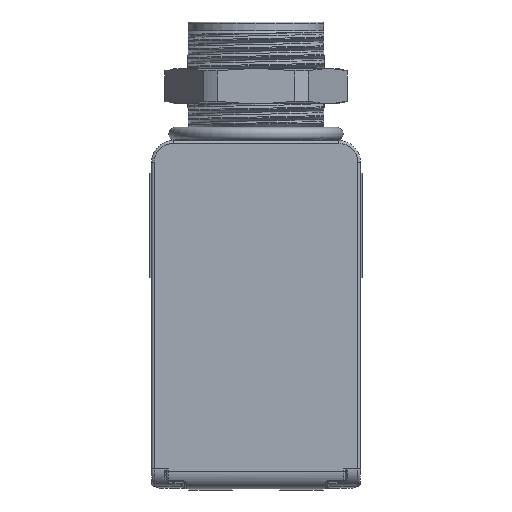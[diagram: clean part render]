
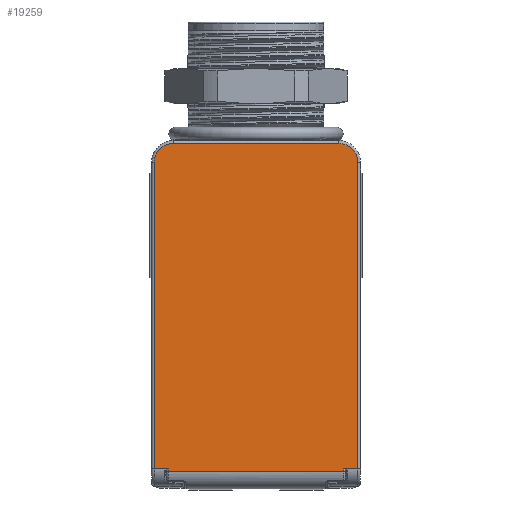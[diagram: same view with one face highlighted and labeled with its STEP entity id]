
A CAD part, front view. The second image highlights one B-rep face of the part: STEP entity #19259.
In plain terms, the highlighted planar face has unit normal (0, -1, 0).
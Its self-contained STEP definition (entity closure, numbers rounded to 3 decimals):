
#300 = EDGE_LOOP ( 'NONE', ( #55483, #37280, #13195, #61341, #47727, #22332, #80142, #7428, #10160, #90125, #3111, #33176 ) ) ;
#1211 = DIRECTION ( 'NONE',  ( 0., 0., -1. ) ) ;
#1472 = CARTESIAN_POINT ( 'NONE',  ( 10.495, -13.9, -37.775 ) ) ;
#1902 = AXIS2_PLACEMENT_3D ( 'NONE', #58407, #43304, #1211 ) ;
#3111 = ORIENTED_EDGE ( 'NONE', *, *, #36106, .T. ) ;
#3771 = CARTESIAN_POINT ( 'NONE',  ( 0., -13.9, -37.775 ) ) ;
#5871 = CARTESIAN_POINT ( 'NONE',  ( -10.78, -13.9, -0.419 ) ) ;
#7428 = ORIENTED_EDGE ( 'NONE', *, *, #45661, .T. ) ;
#8442 = VECTOR ( 'NONE', #66603, 1000. ) ;
#8892 = VERTEX_POINT ( 'NONE', #81122 ) ;
#10160 = ORIENTED_EDGE ( 'NONE', *, *, #78220, .T. ) ;
#10255 = LINE ( 'NONE', #15513, #41089 ) ;
#11938 =( BOUNDED_CURVE ( )  B_SPLINE_CURVE ( 3, ( #25880, #5871, #76994, #48951 ),
 .UNSPECIFIED., .F., .F. ) 
 B_SPLINE_CURVE_WITH_KNOTS ( ( 4, 4 ),
 ( 4.391, 5.962 ),
 .UNSPECIFIED. ) 
 CURVE ( )  GEOMETRIC_REPRESENTATION_ITEM ( )  RATIONAL_B_SPLINE_CURVE ( ( 1., 0.805, 0.805, 1. ) ) 
 REPRESENTATION_ITEM ( '' )  );
#12370 = VERTEX_POINT ( 'NONE', #25196 ) ;
#13148 = CARTESIAN_POINT ( 'NONE',  ( 11.692, -13.9, -37.775 ) ) ;
#13195 = ORIENTED_EDGE ( 'NONE', *, *, #88943, .T. ) ;
#13580 = CARTESIAN_POINT ( 'NONE',  ( 11.692, -13.9, -2.619 ) ) ;
#13846 = CARTESIAN_POINT ( 'NONE',  ( -11.692, -13.9, -37.775 ) ) ;
#15113 = VERTEX_POINT ( 'NONE', #1472 ) ;
#15513 = CARTESIAN_POINT ( 'NONE',  ( 11.692, -13.9, 0. ) ) ;
#19259 = ADVANCED_FACE ( 'NONE', ( #31416 ), #43911, .T. ) ;
#19872 = DIRECTION ( 'NONE',  ( 1., 0., 0. ) ) ;
#21386 = LINE ( 'NONE', #91262, #88610 ) ;
#22332 = ORIENTED_EDGE ( 'NONE', *, *, #41466, .T. ) ;
#23794 = CARTESIAN_POINT ( 'NONE',  ( 10.039, -13.9, -17.852 ) ) ;
#25196 = CARTESIAN_POINT ( 'NONE',  ( 9.491, -13.9, -0.419 ) ) ;
#25880 = CARTESIAN_POINT ( 'NONE',  ( -9.491, -13.9, -0.419 ) ) ;
#26861 = CARTESIAN_POINT ( 'NONE',  ( 11.692, -13.9, -1.33 ) ) ;
#28483 = VERTEX_POINT ( 'NONE', #13148 ) ;
#28717 = DIRECTION ( 'NONE',  ( 1., 0., 0. ) ) ;
#31209 = VERTEX_POINT ( 'NONE', #66380 ) ;
#31416 = FACE_OUTER_BOUND ( 'NONE', #300, .T. ) ;
#32961 = DIRECTION ( 'NONE',  ( 1., 0., 0. ) ) ;
#33176 = ORIENTED_EDGE ( 'NONE', *, *, #63605, .T. ) ;
#33515 = VECTOR ( 'NONE', #19872, 1000. ) ;
#33729 = CARTESIAN_POINT ( 'NONE',  ( 10.626, -13.9, -37.775 ) ) ;
#35667 = LINE ( 'NONE', #3771, #51093 ) ;
#36106 = EDGE_CURVE ( 'NONE', #59172, #55435, #85780, .T. ) ;
#36380 = VECTOR ( 'NONE', #28717, 1000. ) ;
#36770 = DIRECTION ( 'NONE',  ( 0., 0., -1. ) ) ;
#37061 = DIRECTION ( 'NONE',  ( 0., 0., 1. ) ) ;
#37280 = ORIENTED_EDGE ( 'NONE', *, *, #66948, .T. ) ;
#37414 = LINE ( 'NONE', #66432, #61727 ) ;
#38415 = DIRECTION ( 'NONE',  ( -1., 0., 0. ) ) ;
#41089 = VECTOR ( 'NONE', #37061, 1000. ) ;
#41147 = VERTEX_POINT ( 'NONE', #59174 ) ;
#41466 = EDGE_CURVE ( 'NONE', #15113, #28483, #35667, .T. ) ;
#42405 = VERTEX_POINT ( 'NONE', #85339 ) ;
#43304 = DIRECTION ( 'NONE',  ( 0., -1., 0. ) ) ;
#43911 = PLANE ( 'NONE',  #1902 ) ;
#44045 = EDGE_CURVE ( 'NONE', #31209, #59172, #11938, .T. ) ;
#45661 = EDGE_CURVE ( 'NONE', #8892, #12370, #61713, .T. ) ;
#46212 = DIRECTION ( 'NONE',  ( 1., 0., 0. ) ) ;
#47723 = VERTEX_POINT ( 'NONE', #54485 ) ;
#47727 = ORIENTED_EDGE ( 'NONE', *, *, #71540, .T. ) ;
#48083 = VECTOR ( 'NONE', #32961, 1000. ) ;
#48951 = CARTESIAN_POINT ( 'NONE',  ( -11.692, -13.9, -2.619 ) ) ;
#51093 = VECTOR ( 'NONE', #46212, 1000. ) ;
#54249 = CARTESIAN_POINT ( 'NONE',  ( -10.039, -13.9, -37.775 ) ) ;
#54485 = CARTESIAN_POINT ( 'NONE',  ( -10.495, -13.9, -37.775 ) ) ;
#55435 = VERTEX_POINT ( 'NONE', #13846 ) ;
#55483 = ORIENTED_EDGE ( 'NONE', *, *, #57272, .T. ) ;
#57272 = EDGE_CURVE ( 'NONE', #47723, #77619, #73816, .T. ) ;
#58008 = CARTESIAN_POINT ( 'NONE',  ( -11.692, -13.9, 0. ) ) ;
#58407 = CARTESIAN_POINT ( 'NONE',  ( 0., -13.9, 0. ) ) ;
#59172 = VERTEX_POINT ( 'NONE', #88022 ) ;
#59174 = CARTESIAN_POINT ( 'NONE',  ( 10.039, -13.9, -37.775 ) ) ;
#61306 = LINE ( 'NONE', #73392, #8442 ) ;
#61341 = ORIENTED_EDGE ( 'NONE', *, *, #88169, .T. ) ;
#61475 = VERTEX_POINT ( 'NONE', #79295 ) ;
#61713 =( BOUNDED_CURVE ( )  B_SPLINE_CURVE ( 3, ( #13580, #26861, #76110, #69619 ),
 .UNSPECIFIED., .F., .T. ) 
 B_SPLINE_CURVE_WITH_KNOTS ( ( 4, 4 ),
 ( 0.322, 1.893 ),
 .UNSPECIFIED. ) 
 CURVE ( )  GEOMETRIC_REPRESENTATION_ITEM ( )  RATIONAL_B_SPLINE_CURVE ( ( 1., 0.805, 0.805, 1. ) ) 
 REPRESENTATION_ITEM ( '' )  );
#61727 = VECTOR ( 'NONE', #38415, 1000. ) ;
#63605 = EDGE_CURVE ( 'NONE', #55435, #47723, #61306, .T. ) ;
#66380 = CARTESIAN_POINT ( 'NONE',  ( -9.491, -13.9, -0.419 ) ) ;
#66432 = CARTESIAN_POINT ( 'NONE',  ( 0., -13.9, -0.419 ) ) ;
#66603 = DIRECTION ( 'NONE',  ( 1., 0., 0. ) ) ;
#66948 = EDGE_CURVE ( 'NONE', #77619, #42405, #21386, .T. ) ;
#69619 = CARTESIAN_POINT ( 'NONE',  ( 9.491, -13.9, -0.419 ) ) ;
#71163 = CARTESIAN_POINT ( 'NONE',  ( 10.626, -13.9, -37.775 ) ) ;
#71540 = EDGE_CURVE ( 'NONE', #41147, #15113, #87501, .T. ) ;
#72110 = EDGE_CURVE ( 'NONE', #28483, #8892, #10255, .T. ) ;
#72462 = DIRECTION ( 'NONE',  ( 0., 0., -1. ) ) ;
#73036 = DIRECTION ( 'NONE',  ( 0., 0., 1. ) ) ;
#73392 = CARTESIAN_POINT ( 'NONE',  ( 0., -13.9, -37.775 ) ) ;
#73538 = LINE ( 'NONE', #23794, #83469 ) ;
#73650 = VECTOR ( 'NONE', #36770, 1000. ) ;
#73816 = LINE ( 'NONE', #71163, #36380 ) ;
#76110 = CARTESIAN_POINT ( 'NONE',  ( 10.78, -13.9, -0.419 ) ) ;
#76362 = CARTESIAN_POINT ( 'NONE',  ( 0., -13.9, -38.052 ) ) ;
#76994 = CARTESIAN_POINT ( 'NONE',  ( -11.692, -13.9, -1.33 ) ) ;
#77619 = VERTEX_POINT ( 'NONE', #54249 ) ;
#78220 = EDGE_CURVE ( 'NONE', #12370, #31209, #37414, .T. ) ;
#79295 = CARTESIAN_POINT ( 'NONE',  ( 10.039, -13.9, -38.052 ) ) ;
#80142 = ORIENTED_EDGE ( 'NONE', *, *, #72110, .T. ) ;
#81122 = CARTESIAN_POINT ( 'NONE',  ( 11.692, -13.9, -2.619 ) ) ;
#81155 = LINE ( 'NONE', #76362, #48083 ) ;
#83469 = VECTOR ( 'NONE', #73036, 1000. ) ;
#85339 = CARTESIAN_POINT ( 'NONE',  ( -10.039, -13.9, -38.052 ) ) ;
#85780 = LINE ( 'NONE', #58008, #73650 ) ;
#87501 = LINE ( 'NONE', #33729, #33515 ) ;
#88022 = CARTESIAN_POINT ( 'NONE',  ( -11.692, -13.9, -2.619 ) ) ;
#88169 = EDGE_CURVE ( 'NONE', #61475, #41147, #73538, .T. ) ;
#88610 = VECTOR ( 'NONE', #72462, 1000. ) ;
#88943 = EDGE_CURVE ( 'NONE', #42405, #61475, #81155, .T. ) ;
#90125 = ORIENTED_EDGE ( 'NONE', *, *, #44045, .T. ) ;
#91262 = CARTESIAN_POINT ( 'NONE',  ( -10.039, -13.9, -17.852 ) ) ;
